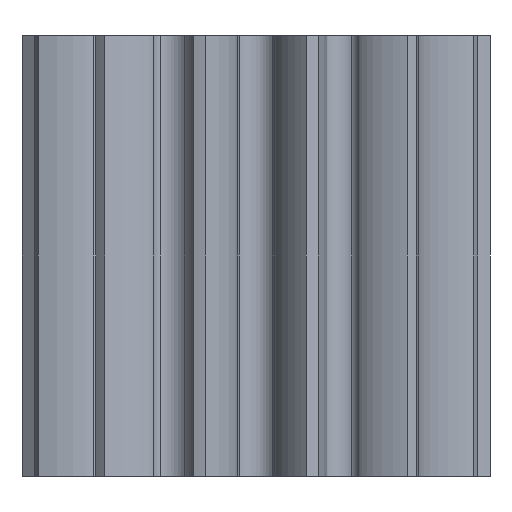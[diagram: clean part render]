
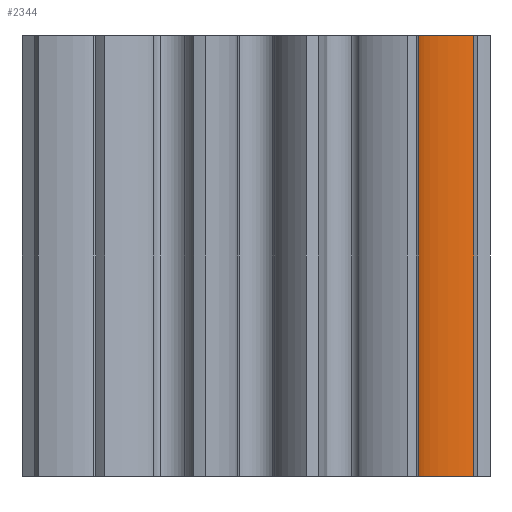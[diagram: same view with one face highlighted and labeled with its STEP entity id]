
A CAD part, left-side view. The second image highlights one B-rep face of the part: STEP entity #2344.
In plain terms, the highlighted free-form (B-spline) face has degree [3, 1] with [16, 2] control points.
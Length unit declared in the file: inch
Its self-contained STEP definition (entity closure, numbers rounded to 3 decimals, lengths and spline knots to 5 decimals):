
#11 = EDGE_LOOP ( 'NONE', ( #4482, #4245, #3543, #1866 ) ) ;
#125 = CARTESIAN_POINT ( 'NONE',  ( -0.15909, -0.32506, 0.375 ) ) ;
#139 = CARTESIAN_POINT ( 'NONE',  ( -0.15804, -0.29705, -0.375 ) ) ;
#144 = CARTESIAN_POINT ( 'NONE',  ( -0.15626, -0.28762, 0.375 ) ) ;
#158 = CARTESIAN_POINT ( 'NONE',  ( -0.15626, -0.28762, -0.375 ) ) ;
#167 = CARTESIAN_POINT ( 'NONE',  ( -0.15918, -0.30955, -0.375 ) ) ;
#216 = CARTESIAN_POINT ( 'NONE',  ( -0.15918, -0.30955, 0.375 ) ) ;
#341 = VECTOR ( 'NONE', #1006, 39.37008 ) ;
#441 = CARTESIAN_POINT ( 'NONE',  ( -0.15721, -0.34343, -0.375 ) ) ;
#471 = CARTESIAN_POINT ( 'NONE',  ( -0.15335, -0.27839, 0.375 ) ) ;
#499 = CARTESIAN_POINT ( 'NONE',  ( -0.15932, -0.31694, -0.375 ) ) ;
#541 = CARTESIAN_POINT ( 'NONE',  ( -0.1572, -0.29195, 0.375 ) ) ;
#595 = CARTESIAN_POINT ( 'NONE',  ( -0.15804, -0.29705, -0.375 ) ) ;
#723 = CARTESIAN_POINT ( 'NONE',  ( -0.15274, -0.27714, -0.375 ) ) ;
#747 = VERTEX_POINT ( 'NONE', #723 ) ;
#838 = CARTESIAN_POINT ( 'NONE',  ( -0.15421, -0.28061, 0.375 ) ) ;
#909 = B_SPLINE_CURVE_WITH_KNOTS ( 'NONE', 3,
 ( #2986, #2616, #3079, #2302, #158, #2279, #139, #1560, #4436, #3768, #3795, #3457, #441, #4462, #1164, #2646 ),
 .UNSPECIFIED., .F., .F.,
 ( 4, 1, 1, 1, 1, 1, 1, 1, 1, 1, 1, 1, 1, 4 ),
 ( 0., 0.04424, 0.0755, 0.11458, 0.16147, 0.21619, 0.27872, 0.34907, 0.42724, 0.51323, 0.60703, 0.70866, 0.8181, 1. ),
 .UNSPECIFIED. ) ;
#960 = CARTESIAN_POINT ( 'NONE',  ( -0.15721, -0.34343, 0.375 ) ) ;
#1006 = DIRECTION ( 'NONE',  ( 0., 0., -1. ) ) ;
#1164 = CARTESIAN_POINT ( 'NONE',  ( -0.15297, -0.36455, -0.375 ) ) ;
#1219 = CARTESIAN_POINT ( 'NONE',  ( -0.15841, -0.3339, -0.375 ) ) ;
#1228 = CARTESIAN_POINT ( 'NONE',  ( -0.15134, -0.37004, -0.375 ) ) ;
#1328 = EDGE_CURVE ( 'NONE', #4144, #747, #4594, .T. ) ;
#1529 = EDGE_CURVE ( 'NONE', #4144, #4680, #2918, .T. ) ;
#1560 = CARTESIAN_POINT ( 'NONE',  ( -0.15873, -0.30292, -0.375 ) ) ;
#1565 = CARTESIAN_POINT ( 'NONE',  ( -0.15134, -0.37004, 0.375 ) ) ;
#1567 = CARTESIAN_POINT ( 'NONE',  ( -0.15297, -0.36455, 0.375 ) ) ;
#1590 = CARTESIAN_POINT ( 'NONE',  ( -0.15274, -0.27714, -0.375 ) ) ;
#1612 = CARTESIAN_POINT ( 'NONE',  ( -0.15297, -0.36455, -0.375 ) ) ;
#1634 = CARTESIAN_POINT ( 'NONE',  ( -0.15721, -0.34343, 0.375 ) ) ;
#1636 = CARTESIAN_POINT ( 'NONE',  ( -0.15531, -0.28405, 0.375 ) ) ;
#1659 = CARTESIAN_POINT ( 'NONE',  ( -0.15335, -0.27839, 0.375 ) ) ;
#1866 = ORIENTED_EDGE ( 'NONE', *, *, #1328, .T. ) ;
#1988 = CARTESIAN_POINT ( 'NONE',  ( -0.15274, -0.27714, 0.375 ) ) ;
#2097 = VERTEX_POINT ( 'NONE', #1228 ) ;
#2279 = CARTESIAN_POINT ( 'NONE',  ( -0.1572, -0.29195, -0.375 ) ) ;
#2302 = CARTESIAN_POINT ( 'NONE',  ( -0.15531, -0.28405, -0.375 ) ) ;
#2310 = CARTESIAN_POINT ( 'NONE',  ( -0.15626, -0.28762, 0.375 ) ) ;
#2336 = CARTESIAN_POINT ( 'NONE',  ( -0.15721, -0.34343, -0.375 ) ) ;
#2340 = DIRECTION ( 'NONE',  ( 0., 0., -1. ) ) ;
#2344 = ADVANCED_FACE ( 'NONE', ( #2679 ), #3086, .F. ) ;
#2381 = CARTESIAN_POINT ( 'NONE',  ( -0.15507, -0.35561, 0.375 ) ) ;
#2383 = CARTESIAN_POINT ( 'NONE',  ( -0.15804, -0.29705, 0.375 ) ) ;
#2411 = CARTESIAN_POINT ( 'NONE',  ( -0.15134, -0.37004, 0.375 ) ) ;
#2616 = CARTESIAN_POINT ( 'NONE',  ( -0.15335, -0.27839, -0.375 ) ) ;
#2646 = CARTESIAN_POINT ( 'NONE',  ( -0.15134, -0.37004, -0.375 ) ) ;
#2658 = CARTESIAN_POINT ( 'NONE',  ( -0.15134, -0.37004, 0.375 ) ) ;
#2679 = FACE_OUTER_BOUND ( 'NONE', #11, .T. ) ;
#2728 = CARTESIAN_POINT ( 'NONE',  ( -0.15421, -0.28061, 0.375 ) ) ;
#2772 = CARTESIAN_POINT ( 'NONE',  ( -0.15909, -0.32506, -0.375 ) ) ;
#2775 = CARTESIAN_POINT ( 'NONE',  ( -0.15274, -0.27714, 0.375 ) ) ;
#2918 = B_SPLINE_CURVE_WITH_KNOTS ( 'NONE', 3,
 ( #1988, #471, #838, #3845, #144, #541, #3800, #4540, #3064, #4123, #4517, #4492, #1634, #2381, #3395, #1565 ),
 .UNSPECIFIED., .F., .F.,
 ( 4, 1, 1, 1, 1, 1, 1, 1, 1, 1, 1, 1, 1, 4 ),
 ( 0., 0.04424, 0.0755, 0.11458, 0.16147, 0.21619, 0.27872, 0.34907, 0.42724, 0.51323, 0.60703, 0.70866, 0.8181, 1. ),
 .UNSPECIFIED. ) ;
#2986 = CARTESIAN_POINT ( 'NONE',  ( -0.15274, -0.27714, -0.375 ) ) ;
#3044 = CARTESIAN_POINT ( 'NONE',  ( -0.15134, -0.37004, -0.375 ) ) ;
#3064 = CARTESIAN_POINT ( 'NONE',  ( -0.15918, -0.30955, 0.375 ) ) ;
#3079 = CARTESIAN_POINT ( 'NONE',  ( -0.15421, -0.28061, -0.375 ) ) ;
#3086 = B_SPLINE_SURFACE_WITH_KNOTS ( 'NONE', 3, 1, ( 
 ( #4215, #1590 ),
 ( #1659, #3445 ),
 ( #2728, #3492 ),
 ( #1636, #3120 ),
 ( #2310, #3141 ),
 ( #3802, #3397 ),
 ( #2383, #595 ),
 ( #3777, #3826 ),
 ( #216, #167 ),
 ( #4590, #499 ),
 ( #125, #2772 ),
 ( #4236, #1219 ),
 ( #960, #2336 ),
 ( #4542, #3467 ),
 ( #1567, #1612 ),
 ( #2411, #3044 ) ),
 .UNSPECIFIED., .F., .F., .F.,
 ( 4, 1, 1, 1, 1, 1, 1, 1, 1, 1, 1, 1, 1, 4 ),
 ( 2, 2 ),
 ( 0., 0.04424, 0.0755, 0.11458, 0.16147, 0.21619, 0.27872, 0.34907, 0.42724, 0.51323, 0.60703, 0.70866, 0.8181, 1. ),
 ( 0., 1. ),
 .UNSPECIFIED. ) ;
#3120 = CARTESIAN_POINT ( 'NONE',  ( -0.15531, -0.28405, -0.375 ) ) ;
#3141 = CARTESIAN_POINT ( 'NONE',  ( -0.15626, -0.28762, -0.375 ) ) ;
#3208 = EDGE_CURVE ( 'NONE', #4680, #2097, #3920, .T. ) ;
#3395 = CARTESIAN_POINT ( 'NONE',  ( -0.15297, -0.36455, 0.375 ) ) ;
#3397 = CARTESIAN_POINT ( 'NONE',  ( -0.1572, -0.29195, -0.375 ) ) ;
#3445 = CARTESIAN_POINT ( 'NONE',  ( -0.15335, -0.27839, -0.375 ) ) ;
#3457 = CARTESIAN_POINT ( 'NONE',  ( -0.15841, -0.3339, -0.375 ) ) ;
#3467 = CARTESIAN_POINT ( 'NONE',  ( -0.15507, -0.35561, -0.375 ) ) ;
#3492 = CARTESIAN_POINT ( 'NONE',  ( -0.15421, -0.28061, -0.375 ) ) ;
#3501 = EDGE_CURVE ( 'NONE', #747, #2097, #909, .T. ) ;
#3543 = ORIENTED_EDGE ( 'NONE', *, *, #1529, .F. ) ;
#3619 = VECTOR ( 'NONE', #2340, 39.37008 ) ;
#3768 = CARTESIAN_POINT ( 'NONE',  ( -0.15932, -0.31694, -0.375 ) ) ;
#3777 = CARTESIAN_POINT ( 'NONE',  ( -0.15873, -0.30292, 0.375 ) ) ;
#3795 = CARTESIAN_POINT ( 'NONE',  ( -0.15909, -0.32506, -0.375 ) ) ;
#3800 = CARTESIAN_POINT ( 'NONE',  ( -0.15804, -0.29705, 0.375 ) ) ;
#3802 = CARTESIAN_POINT ( 'NONE',  ( -0.1572, -0.29195, 0.375 ) ) ;
#3826 = CARTESIAN_POINT ( 'NONE',  ( -0.15873, -0.30292, -0.375 ) ) ;
#3845 = CARTESIAN_POINT ( 'NONE',  ( -0.15531, -0.28405, 0.375 ) ) ;
#3920 = LINE ( 'NONE', #4240, #341 ) ;
#4123 = CARTESIAN_POINT ( 'NONE',  ( -0.15932, -0.31694, 0.375 ) ) ;
#4144 = VERTEX_POINT ( 'NONE', #4533 ) ;
#4215 = CARTESIAN_POINT ( 'NONE',  ( -0.15274, -0.27714, 0.375 ) ) ;
#4236 = CARTESIAN_POINT ( 'NONE',  ( -0.15841, -0.3339, 0.375 ) ) ;
#4240 = CARTESIAN_POINT ( 'NONE',  ( -0.15134, -0.37004, 0.375 ) ) ;
#4245 = ORIENTED_EDGE ( 'NONE', *, *, #3208, .F. ) ;
#4436 = CARTESIAN_POINT ( 'NONE',  ( -0.15918, -0.30955, -0.375 ) ) ;
#4462 = CARTESIAN_POINT ( 'NONE',  ( -0.15507, -0.35561, -0.375 ) ) ;
#4482 = ORIENTED_EDGE ( 'NONE', *, *, #3501, .T. ) ;
#4492 = CARTESIAN_POINT ( 'NONE',  ( -0.15841, -0.3339, 0.375 ) ) ;
#4517 = CARTESIAN_POINT ( 'NONE',  ( -0.15909, -0.32506, 0.375 ) ) ;
#4533 = CARTESIAN_POINT ( 'NONE',  ( -0.15274, -0.27714, 0.375 ) ) ;
#4540 = CARTESIAN_POINT ( 'NONE',  ( -0.15873, -0.30292, 0.375 ) ) ;
#4542 = CARTESIAN_POINT ( 'NONE',  ( -0.15507, -0.35561, 0.375 ) ) ;
#4590 = CARTESIAN_POINT ( 'NONE',  ( -0.15932, -0.31694, 0.375 ) ) ;
#4594 = LINE ( 'NONE', #2775, #3619 ) ;
#4680 = VERTEX_POINT ( 'NONE', #2658 ) ;
